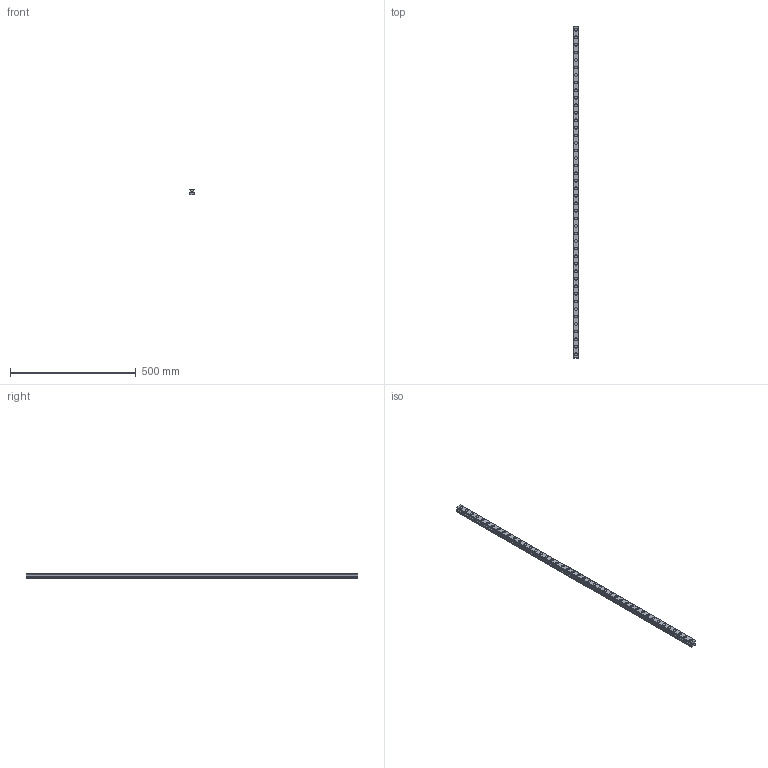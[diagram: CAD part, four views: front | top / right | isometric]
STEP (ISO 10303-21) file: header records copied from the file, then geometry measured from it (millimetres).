
FILE_DESCRIPTION(('STEP AP214'),'1');
FILE_NAME('cctmp_1B329FC4-8816-4778-B673-2A94E4FBEEF1_2021_03_10_17_36_55_0379..stp','2021-03-10T16:36:55',('HIWIN GmbH'),('CADClick - www.CADClick.com'),'Spatial InterOp 3D',' ','unknown authorization');
FILE_SCHEMA(('AUTOMOTIVE_DESIGN'));
Length unit declared in the file: millimetre
Products named in the file (1): RGR25R1320H_FILE
Bounding box: 23 x 1320 x 23.6 mm (x, y, z)
Volume: 529343.9 mm3; surface area: 164299.9 mm2
Topology: 1 solids, 1 shells, 513 faces, 1125 edges, 750 vertices
Faces by surface type: cylinder 282, plane 231
Entity records: 18451 total; most frequent: DIRECTION 2717, CARTESIAN_POINT 2389, ORIENTED_EDGE 2250, EDGE_CURVE 1125, AXIS2_PLACEMENT_3D 1078, VERTEX_POINT 750, EDGE_LOOP 649, CIRCLE 564
